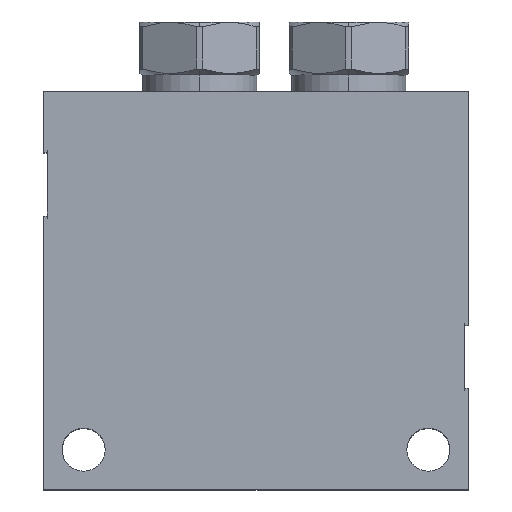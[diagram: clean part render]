
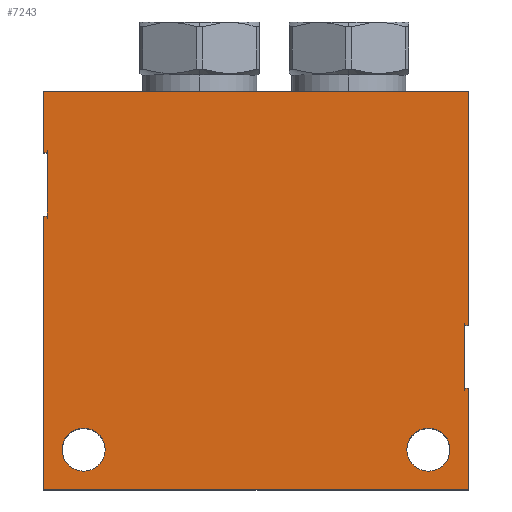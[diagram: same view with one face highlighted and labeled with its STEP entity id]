
A CAD part, top view. The second image highlights one B-rep face of the part: STEP entity #7243.
In plain terms, the highlighted planar face has unit normal (0, 0, 1).
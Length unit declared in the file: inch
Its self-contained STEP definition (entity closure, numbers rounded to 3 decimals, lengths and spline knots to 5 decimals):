
#2023=CARTESIAN_POINT('',(0.375,-3.375,3.));
#2024=DIRECTION('',(0.,0.,-1.));
#2025=DIRECTION('',(-1.,0.,0.));
#2026=AXIS2_PLACEMENT_3D('',#2023,#2024,#2025);
#2028=CARTESIAN_POINT('',(0.375,-3.375,3.));
#2029=DIRECTION('',(0.,0.,-1.));
#2030=DIRECTION('',(1.,0.,0.));
#2031=AXIS2_PLACEMENT_3D('',#2028,#2029,#2030);
#2033=CARTESIAN_POINT('',(3.625,-3.375,3.));
#2034=DIRECTION('',(0.,0.,-1.));
#2035=DIRECTION('',(-1.,0.,0.));
#2036=AXIS2_PLACEMENT_3D('',#2033,#2034,#2035);
#2038=CARTESIAN_POINT('',(3.625,-3.375,3.));
#2039=DIRECTION('',(0.,0.,-1.));
#2040=DIRECTION('',(1.,0.,0.));
#2041=AXIS2_PLACEMENT_3D('',#2038,#2039,#2040);
#2043=DIRECTION('',(0.,1.,0.));
#2044=VECTOR('',#2043,0.59582);
#2045=CARTESIAN_POINT('',(3.968,-2.79791,3.));
#2046=LINE('',#2045,#2044);
#2047=DIRECTION('',(-1.,0.,0.));
#2048=VECTOR('',#2047,0.032);
#2049=CARTESIAN_POINT('',(4.,-2.79791,3.));
#2050=LINE('',#2049,#2048);
#2051=DIRECTION('',(0.,1.,0.));
#2052=VECTOR('',#2051,0.95209);
#2053=CARTESIAN_POINT('',(4.,-3.75,3.));
#2054=LINE('',#2053,#2052);
#2055=DIRECTION('',(1.,0.,0.));
#2056=VECTOR('',#2055,4.);
#2057=CARTESIAN_POINT('',(0.,-3.75,3.));
#2058=LINE('',#2057,#2056);
#2059=DIRECTION('',(0.,-1.,0.));
#2060=VECTOR('',#2059,2.57709);
#2061=CARTESIAN_POINT('',(0.,-1.17291,3.));
#2062=LINE('',#2061,#2060);
#2063=DIRECTION('',(1.,0.,0.));
#2064=VECTOR('',#2063,0.032);
#2065=CARTESIAN_POINT('',(0.,-1.17291,3.));
#2066=LINE('',#2065,#2064);
#2067=DIRECTION('',(0.,1.,0.));
#2068=VECTOR('',#2067,0.59582);
#2069=CARTESIAN_POINT('',(0.032,-1.17291,3.));
#2070=LINE('',#2069,#2068);
#2071=DIRECTION('',(1.,0.,0.));
#2072=VECTOR('',#2071,0.032);
#2073=CARTESIAN_POINT('',(0.,-0.57709,3.));
#2074=LINE('',#2073,#2072);
#2075=DIRECTION('',(0.,-1.,0.));
#2076=VECTOR('',#2075,0.57709);
#2077=CARTESIAN_POINT('',(0.,0.,3.));
#2078=LINE('',#2077,#2076);
#2079=DIRECTION('',(-1.,0.,0.));
#2080=VECTOR('',#2079,4.);
#2081=CARTESIAN_POINT('',(4.,0.,3.));
#2082=LINE('',#2081,#2080);
#2083=DIRECTION('',(0.,1.,0.));
#2084=VECTOR('',#2083,2.20209);
#2085=CARTESIAN_POINT('',(4.,-2.20209,3.));
#2086=LINE('',#2085,#2084);
#2087=DIRECTION('',(-1.,0.,0.));
#2088=VECTOR('',#2087,0.032);
#2089=CARTESIAN_POINT('',(4.,-2.20209,3.));
#2090=LINE('',#2089,#2088);
#4985=CARTESIAN_POINT('',(0.,-3.75,3.));
#4986=CARTESIAN_POINT('',(4.,-3.75,3.));
#4987=VERTEX_POINT('',#4985);
#4988=VERTEX_POINT('',#4986);
#4989=CARTESIAN_POINT('',(4.,0.,3.));
#4990=CARTESIAN_POINT('',(0.,0.,3.));
#4991=VERTEX_POINT('',#4989);
#4992=VERTEX_POINT('',#4990);
#4993=CARTESIAN_POINT('',(0.172,-3.375,3.));
#4994=CARTESIAN_POINT('',(0.578,-3.375,3.));
#4995=VERTEX_POINT('',#4993);
#4996=VERTEX_POINT('',#4994);
#4997=CARTESIAN_POINT('',(3.422,-3.375,3.));
#4998=CARTESIAN_POINT('',(3.828,-3.375,3.));
#4999=VERTEX_POINT('',#4997);
#5000=VERTEX_POINT('',#4998);
#5266=CARTESIAN_POINT('',(0.032,-0.57709,3.));
#5268=VERTEX_POINT('',#5266);
#5270=CARTESIAN_POINT('',(0.032,-1.17291,3.));
#5272=VERTEX_POINT('',#5270);
#5281=CARTESIAN_POINT('',(0.,-0.57709,3.));
#5282=VERTEX_POINT('',#5281);
#5283=CARTESIAN_POINT('',(0.,-1.17291,3.));
#5284=VERTEX_POINT('',#5283);
#5469=CARTESIAN_POINT('',(3.968,-2.20209,3.));
#5471=VERTEX_POINT('',#5469);
#5472=CARTESIAN_POINT('',(3.968,-2.79791,3.));
#5473=VERTEX_POINT('',#5472);
#5474=CARTESIAN_POINT('',(4.,-2.79791,3.));
#5475=VERTEX_POINT('',#5474);
#5476=CARTESIAN_POINT('',(4.,-2.20209,3.));
#5477=VERTEX_POINT('',#5476);
#7210=CARTESIAN_POINT('',(0.,0.,3.));
#7211=DIRECTION('',(0.,0.,1.));
#7212=DIRECTION('',(1.,0.,0.));
#7213=AXIS2_PLACEMENT_3D('',#7210,#7211,#7212);
#7214=PLANE('',#7213);
#7215=ORIENTED_EDGE('',*,*,#5799,.F.);
#7216=ORIENTED_EDGE('',*,*,#5784,.F.);
#7217=ORIENTED_EDGE('',*,*,#7205,.F.);
#7219=ORIENTED_EDGE('',*,*,#7218,.F.);
#7220=ORIENTED_EDGE('',*,*,#7116,.F.);
#7222=ORIENTED_EDGE('',*,*,#7221,.T.);
#7223=ORIENTED_EDGE('',*,*,#6920,.T.);
#7224=ORIENTED_EDGE('',*,*,#7089,.F.);
#7225=ORIENTED_EDGE('',*,*,#7104,.F.);
#7226=ORIENTED_EDGE('',*,*,#7145,.F.);
#7227=ORIENTED_EDGE('',*,*,#7181,.F.);
#7228=ORIENTED_EDGE('',*,*,#5769,.T.);
#7229=EDGE_LOOP('',(#7215,#7216,#7217,#7219,#7220,#7222,#7223,#7224,#7225,#7226,
#7227,#7228));
#7230=FACE_OUTER_BOUND('',#7229,.F.);
#7232=ORIENTED_EDGE('',*,*,#7231,.F.);
#7234=ORIENTED_EDGE('',*,*,#7233,.F.);
#7235=EDGE_LOOP('',(#7232,#7234));
#7236=FACE_BOUND('',#7235,.F.);
#7238=ORIENTED_EDGE('',*,*,#7237,.F.);
#7240=ORIENTED_EDGE('',*,*,#7239,.F.);
#7241=EDGE_LOOP('',(#7238,#7240));
#7242=FACE_BOUND('',#7241,.F.);
#7243=ADVANCED_FACE('',(#7230,#7236,#7242),#7214,.T.);
#2027=CIRCLE('',#2026,0.203);
#2032=CIRCLE('',#2031,0.203);
#2037=CIRCLE('',#2036,0.203);
#2042=CIRCLE('',#2041,0.203);
#5769=EDGE_CURVE('',#5477,#5471,#2090,.T.);
#5784=EDGE_CURVE('',#5475,#5473,#2050,.T.);
#5799=EDGE_CURVE('',#5473,#5471,#2046,.T.);
#6920=EDGE_CURVE('',#5272,#5268,#2070,.T.);
#7089=EDGE_CURVE('',#5282,#5268,#2074,.T.);
#7104=EDGE_CURVE('',#4992,#5282,#2078,.T.);
#7116=EDGE_CURVE('',#5284,#4987,#2062,.T.);
#7145=EDGE_CURVE('',#4991,#4992,#2082,.T.);
#7181=EDGE_CURVE('',#5477,#4991,#2086,.T.);
#7205=EDGE_CURVE('',#4988,#5475,#2054,.T.);
#7218=EDGE_CURVE('',#4987,#4988,#2058,.T.);
#7221=EDGE_CURVE('',#5284,#5272,#2066,.T.);
#7231=EDGE_CURVE('',#4999,#5000,#2037,.T.);
#7233=EDGE_CURVE('',#5000,#4999,#2042,.T.);
#7237=EDGE_CURVE('',#4995,#4996,#2027,.T.);
#7239=EDGE_CURVE('',#4996,#4995,#2032,.T.);
